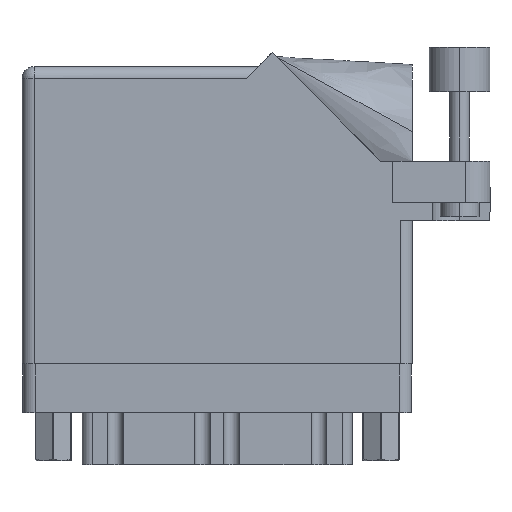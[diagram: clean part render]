
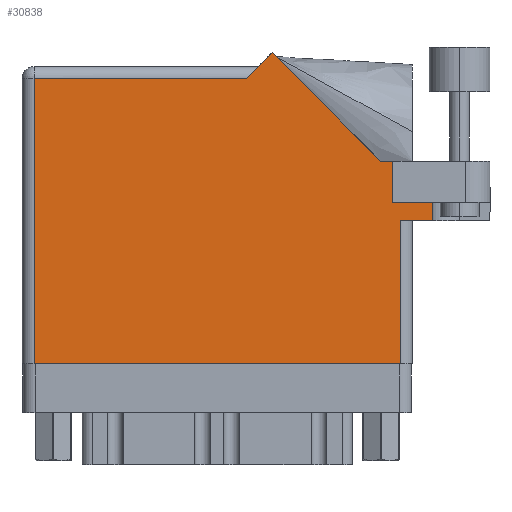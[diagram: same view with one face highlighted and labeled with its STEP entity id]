
A CAD part, front view. The second image highlights one B-rep face of the part: STEP entity #30838.
In plain terms, the highlighted face is planar.
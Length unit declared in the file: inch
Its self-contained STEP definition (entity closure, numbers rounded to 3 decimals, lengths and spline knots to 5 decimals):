
#5 = LINE ( 'NONE', #44475, #2377 ) ;
#917 = CARTESIAN_POINT ( 'NONE',  ( 1.91, 0.831, 0. ) ) ;
#1470 = CARTESIAN_POINT ( 'NONE',  ( 1.948, 0.737, 0. ) ) ;
#1915 = LINE ( 'NONE', #23907, #28479 ) ;
#2377 = VECTOR ( 'NONE', #19333, 39.37008 ) ;
#2611 = VECTOR ( 'NONE', #16072, 39.37008 ) ;
#2807 = CARTESIAN_POINT ( 'NONE',  ( 1.217, 1.53, 0. ) ) ;
#2886 = CARTESIAN_POINT ( 'NONE',  ( 2.41, 1.044, 0. ) ) ;
#3294 = VECTOR ( 'NONE', #32766, 39.37008 ) ;
#3429 = ORIENTED_EDGE ( 'NONE', *, *, #5292, .T. ) ;
#3490 = VECTOR ( 'NONE', #15920, 39.37008 ) ;
#3599 = DIRECTION ( 'NONE',  ( -1., 0., 0. ) ) ;
#4361 = FACE_OUTER_BOUND ( 'NONE', #37563, .T. ) ;
#4665 = LINE ( 'NONE', #8997, #26387 ) ;
#4797 = VERTEX_POINT ( 'NONE', #19605 ) ;
#4836 = EDGE_CURVE ( 'NONE', #28210, #44696, #34576, .T. ) ;
#5292 = EDGE_CURVE ( 'NONE', #9709, #15502, #30424, .T. ) ;
#8834 = EDGE_CURVE ( 'NONE', #40618, #22273, #4665, .T. ) ;
#8997 = CARTESIAN_POINT ( 'NONE',  ( 0.062, 0., 0. ) ) ;
#9069 = ORIENTED_EDGE ( 'NONE', *, *, #42045, .T. ) ;
#9098 = VECTOR ( 'NONE', #16343, 39.37008 ) ;
#9388 = VECTOR ( 'NONE', #12702, 39.37008 ) ;
#9404 = DIRECTION ( 'NONE',  ( 1., 0., 0. ) ) ;
#9709 = VERTEX_POINT ( 'NONE', #917 ) ;
#10536 = LINE ( 'NONE', #2807, #3294 ) ;
#12702 = DIRECTION ( 'NONE',  ( 1., 0., 0. ) ) ;
#13425 = CARTESIAN_POINT ( 'NONE',  ( 2.1115, 1.16177, 0. ) ) ;
#14385 = CARTESIAN_POINT ( 'NONE',  ( 1.948, 0., 0. ) ) ;
#14571 = EDGE_CURVE ( 'NONE', #15502, #39376, #29206, .T. ) ;
#15019 = VECTOR ( 'NONE', #23441, 39.37008 ) ;
#15502 = VERTEX_POINT ( 'NONE', #28373 ) ;
#15910 = EDGE_CURVE ( 'NONE', #39376, #45111, #45812, .T. ) ;
#15920 = DIRECTION ( 'NONE',  ( 0., 1., 0. ) ) ;
#16072 = DIRECTION ( 'NONE',  ( -0.707, 0.707, 0. ) ) ;
#16209 = DIRECTION ( 'NONE',  ( 0., 1., 0. ) ) ;
#16343 = DIRECTION ( 'NONE',  ( 0., -1., 0. ) ) ;
#17053 = CARTESIAN_POINT ( 'NONE',  ( 1.84442, 1.044, 0. ) ) ;
#17125 = CARTESIAN_POINT ( 'NONE',  ( 1.948, 0.737, 0. ) ) ;
#17179 = ORIENTED_EDGE ( 'NONE', *, *, #8834, .T. ) ;
#17232 = ORIENTED_EDGE ( 'NONE', *, *, #39829, .T. ) ;
#19176 = DIRECTION ( 'NONE',  ( 0., -1., 0. ) ) ;
#19333 = DIRECTION ( 'NONE',  ( -1., 0., 0. ) ) ;
#19605 = CARTESIAN_POINT ( 'NONE',  ( 2.1115, 0.831, 0. ) ) ;
#20575 = ORIENTED_EDGE ( 'NONE', *, *, #38952, .F. ) ;
#21351 = CARTESIAN_POINT ( 'NONE',  ( 1.28771, 1.60071, 0. ) ) ;
#21553 = VERTEX_POINT ( 'NONE', #29514 ) ;
#22246 = PLANE ( 'NONE',  #40085 ) ;
#22273 = VERTEX_POINT ( 'NONE', #34426 ) ;
#23441 = DIRECTION ( 'NONE',  ( 1., 0., 0. ) ) ;
#23907 = CARTESIAN_POINT ( 'NONE',  ( 2.01, 0.737, 0. ) ) ;
#26387 = VECTOR ( 'NONE', #19176, 39.37008 ) ;
#27800 = ORIENTED_EDGE ( 'NONE', *, *, #46031, .T. ) ;
#28210 = VERTEX_POINT ( 'NONE', #14385 ) ;
#28232 = EDGE_CURVE ( 'NONE', #45111, #21553, #10536, .T. ) ;
#28373 = CARTESIAN_POINT ( 'NONE',  ( 1.91, 1.044, 0. ) ) ;
#28448 = ORIENTED_EDGE ( 'NONE', *, *, #28232, .T. ) ;
#28479 = VECTOR ( 'NONE', #9404, 39.37008 ) ;
#29206 = LINE ( 'NONE', #2886, #37286 ) ;
#29514 = CARTESIAN_POINT ( 'NONE',  ( 1.155, 1.468, 0. ) ) ;
#30219 = CARTESIAN_POINT ( 'NONE',  ( 1.91, 0.831, 0. ) ) ;
#30424 = LINE ( 'NONE', #45402, #3490 ) ;
#30815 = ORIENTED_EDGE ( 'NONE', *, *, #32388, .F. ) ;
#30838 = ADVANCED_FACE ( 'NONE', ( #4361 ), #22246, .F. ) ;
#32049 = CARTESIAN_POINT ( 'NONE',  ( 2.1115, 0.737, 0. ) ) ;
#32388 = EDGE_CURVE ( 'NONE', #9709, #4797, #33844, .T. ) ;
#32766 = DIRECTION ( 'NONE',  ( -0.707, -0.707, 0. ) ) ;
#33844 = LINE ( 'NONE', #30219, #15019 ) ;
#34230 = ORIENTED_EDGE ( 'NONE', *, *, #15910, .T. ) ;
#34426 = CARTESIAN_POINT ( 'NONE',  ( 0.062, 0., 0. ) ) ;
#34576 = LINE ( 'NONE', #1470, #35107 ) ;
#34719 = LINE ( 'NONE', #13425, #9098 ) ;
#34828 = ORIENTED_EDGE ( 'NONE', *, *, #14571, .T. ) ;
#35010 = ORIENTED_EDGE ( 'NONE', *, *, #4836, .T. ) ;
#35107 = VECTOR ( 'NONE', #16209, 39.37008 ) ;
#35323 = CARTESIAN_POINT ( 'NONE',  ( 1.84442, 1.044, 0. ) ) ;
#36771 = DIRECTION ( 'NONE',  ( -1., 0., 0. ) ) ;
#37286 = VECTOR ( 'NONE', #3599, 39.37008 ) ;
#37563 = EDGE_LOOP ( 'NONE', ( #27800, #35010, #17232, #20575, #30815, #3429, #34828, #34230, #28448, #9069, #17179 ) ) ;
#38831 = VERTEX_POINT ( 'NONE', #32049 ) ;
#38952 = EDGE_CURVE ( 'NONE', #4797, #38831, #34719, .T. ) ;
#39376 = VERTEX_POINT ( 'NONE', #35323 ) ;
#39829 = EDGE_CURVE ( 'NONE', #44696, #38831, #1915, .T. ) ;
#40085 = AXIS2_PLACEMENT_3D ( 'NONE', #44248, #44014, #36771 ) ;
#40618 = VERTEX_POINT ( 'NONE', #43556 ) ;
#42045 = EDGE_CURVE ( 'NONE', #21553, #40618, #5, .T. ) ;
#42449 = CARTESIAN_POINT ( 'NONE',  ( 0., 0., 0. ) ) ;
#43556 = CARTESIAN_POINT ( 'NONE',  ( 0.062, 1.468, 0. ) ) ;
#44014 = DIRECTION ( 'NONE',  ( 0., 0., -1. ) ) ;
#44248 = CARTESIAN_POINT ( 'NONE',  ( 0., 1.53, 0. ) ) ;
#44475 = CARTESIAN_POINT ( 'NONE',  ( 0., 1.468, 0. ) ) ;
#44696 = VERTEX_POINT ( 'NONE', #17125 ) ;
#45111 = VERTEX_POINT ( 'NONE', #21351 ) ;
#45402 = CARTESIAN_POINT ( 'NONE',  ( 1.91, 0.831, 0. ) ) ;
#45812 = LINE ( 'NONE', #17053, #2611 ) ;
#45831 = LINE ( 'NONE', #42449, #9388 ) ;
#46031 = EDGE_CURVE ( 'NONE', #22273, #28210, #45831, .T. ) ;
